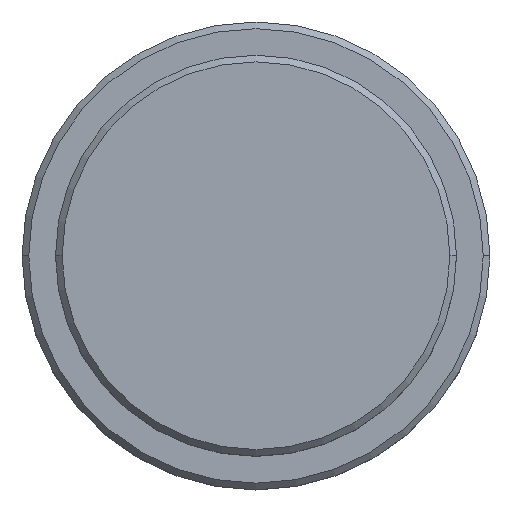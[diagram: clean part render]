
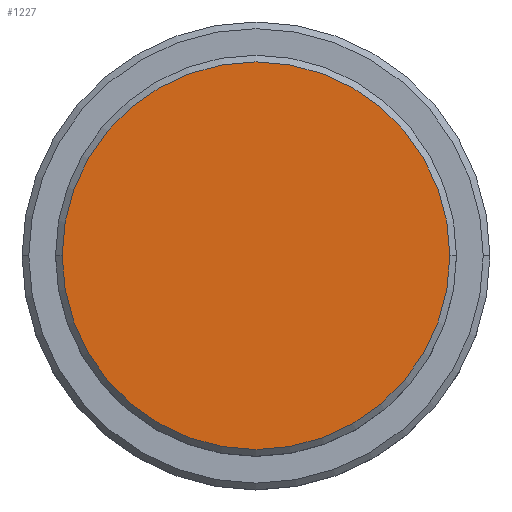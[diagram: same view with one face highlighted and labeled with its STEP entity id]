
A CAD part, top view. The second image highlights one B-rep face of the part: STEP entity #1227.
In plain terms, the highlighted planar face has unit normal (0, 0, 1).
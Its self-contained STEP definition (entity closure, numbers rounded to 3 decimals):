
#53 = ORIENTED_EDGE ( 'NONE', *, *, #839, .T. ) ;
#76 = PLANE ( 'NONE',  #863 ) ;
#81 = DIRECTION ( 'NONE',  ( 1., 0., 0. ) ) ;
#87 = CARTESIAN_POINT ( 'NONE',  ( -14.5, 0., 0. ) ) ;
#132 = AXIS2_PLACEMENT_3D ( 'NONE', #852, #1175, #1304 ) ;
#186 = FACE_OUTER_BOUND ( 'NONE', #1067, .T. ) ;
#187 = DIRECTION ( 'NONE',  ( 0., 0., 1. ) ) ;
#259 = VERTEX_POINT ( 'NONE', #87 ) ;
#366 = CARTESIAN_POINT ( 'NONE',  ( 14.5, 0., 0. ) ) ;
#390 = DIRECTION ( 'NONE',  ( 1., 0., 0. ) ) ;
#397 = CIRCLE ( 'NONE', #132, 14.5 ) ;
#512 = ORIENTED_EDGE ( 'NONE', *, *, #755, .T. ) ;
#585 = CIRCLE ( 'NONE', #615, 14.5 ) ;
#598 = VERTEX_POINT ( 'NONE', #366 ) ;
#608 = CARTESIAN_POINT ( 'NONE',  ( 0., 0., 0. ) ) ;
#615 = AXIS2_PLACEMENT_3D ( 'NONE', #608, #187, #390 ) ;
#755 = EDGE_CURVE ( 'NONE', #259, #598, #585, .T. ) ;
#825 = DIRECTION ( 'NONE',  ( 0., 0., 1. ) ) ;
#839 = EDGE_CURVE ( 'NONE', #598, #259, #397, .T. ) ;
#852 = CARTESIAN_POINT ( 'NONE',  ( 0., 0., 0. ) ) ;
#863 = AXIS2_PLACEMENT_3D ( 'NONE', #1062, #825, #81 ) ;
#1062 = CARTESIAN_POINT ( 'NONE',  ( 0., 0., 0. ) ) ;
#1067 = EDGE_LOOP ( 'NONE', ( #512, #53 ) ) ;
#1175 = DIRECTION ( 'NONE',  ( 0., 0., 1. ) ) ;
#1227 = ADVANCED_FACE ( 'NONE', ( #186 ), #76, .T. ) ;
#1304 = DIRECTION ( 'NONE',  ( 1., 0., 0. ) ) ;
